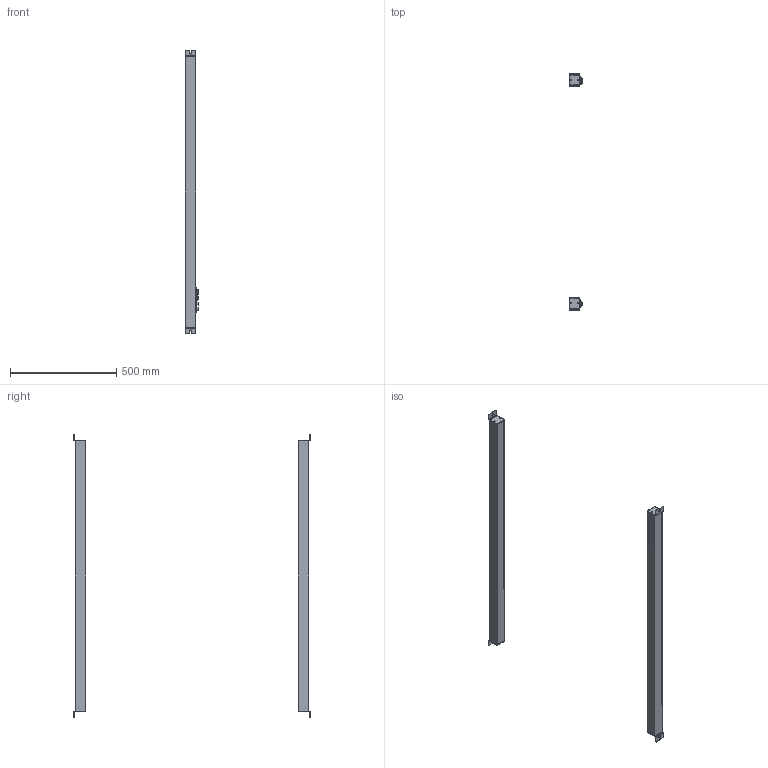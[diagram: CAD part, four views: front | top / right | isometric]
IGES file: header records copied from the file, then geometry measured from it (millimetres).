
Start section: START RECORD GO HERE.
Global section: file name: 8000-400-48.igs; native system: IBM CATIA IGES - CATIA Version 5 Release 18 ; preprocessor: CATIA Version 5 Release 18 ; author: barry1; organization: barry1-PC; date: 20130711.193527; units: millimetre
Bounding box: 63 x 1114 x 1334 mm (x, y, z)
Surface area: 1074052.7 mm2 (no closed solid volume)
Topology: 0 solids, 0 shells, 459 faces, 2114 edges, 2114 vertices
Faces by surface type: revolution 242, plane 217
